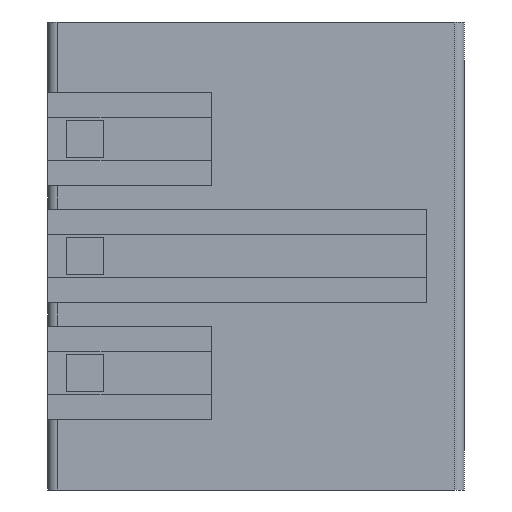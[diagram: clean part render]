
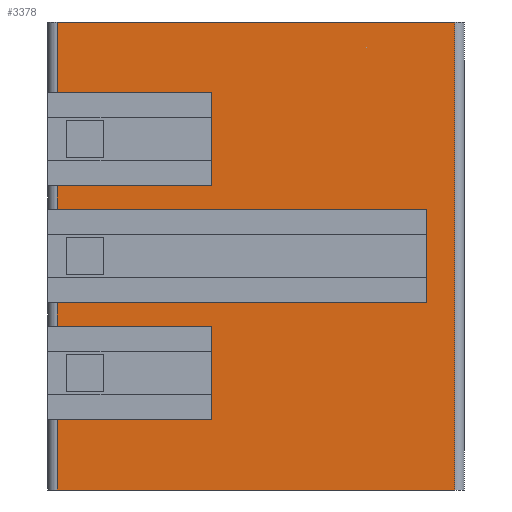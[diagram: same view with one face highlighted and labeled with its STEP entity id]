
A CAD part, front view. The second image highlights one B-rep face of the part: STEP entity #3378.
In plain terms, the highlighted planar face has unit normal (0, -1, 0).
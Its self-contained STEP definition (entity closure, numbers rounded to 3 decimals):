
#186=ORIENTED_EDGE('',*,*,#906,.F.);
#187=ORIENTED_EDGE('',*,*,#907,.T.);
#188=ORIENTED_EDGE('',*,*,#908,.T.);
#189=ORIENTED_EDGE('',*,*,#905,.T.);
#190=ORIENTED_EDGE('',*,*,#909,.F.);
#191=ORIENTED_EDGE('',*,*,#910,.T.);
#192=ORIENTED_EDGE('',*,*,#911,.T.);
#193=ORIENTED_EDGE('',*,*,#912,.T.);
#194=ORIENTED_EDGE('',*,*,#898,.T.);
#195=ORIENTED_EDGE('',*,*,#913,.F.);
#196=ORIENTED_EDGE('',*,*,#883,.F.);
#197=ORIENTED_EDGE('',*,*,#914,.T.);
#198=ORIENTED_EDGE('',*,*,#915,.F.);
#199=ORIENTED_EDGE('',*,*,#916,.T.);
#200=ORIENTED_EDGE('',*,*,#917,.T.);
#201=ORIENTED_EDGE('',*,*,#901,.T.);
#883=EDGE_CURVE('',#1245,#1246,#1487,.T.);
#898=EDGE_CURVE('',#1258,#1257,#1496,.T.);
#901=EDGE_CURVE('',#1260,#1259,#1497,.T.);
#905=EDGE_CURVE('',#1261,#1262,#1498,.T.);
#906=EDGE_CURVE('',#1263,#1259,#1499,.T.);
#907=EDGE_CURVE('',#1263,#1264,#1500,.T.);
#908=EDGE_CURVE('',#1264,#1261,#1501,.T.);
#909=EDGE_CURVE('',#1265,#1262,#1502,.T.);
#910=EDGE_CURVE('',#1265,#1266,#1503,.T.);
#911=EDGE_CURVE('',#1266,#1267,#1504,.T.);
#912=EDGE_CURVE('',#1267,#1258,#1505,.T.);
#913=EDGE_CURVE('',#1246,#1257,#1506,.T.);
#914=EDGE_CURVE('',#1245,#1268,#1507,.T.);
#915=EDGE_CURVE('',#1269,#1268,#1508,.T.);
#916=EDGE_CURVE('',#1269,#1270,#1509,.T.);
#917=EDGE_CURVE('',#1270,#1260,#1510,.T.);
#1245=VERTEX_POINT('',#4515);
#1246=VERTEX_POINT('',#4517);
#1257=VERTEX_POINT('',#4543);
#1258=VERTEX_POINT('',#4545);
#1259=VERTEX_POINT('',#4549);
#1260=VERTEX_POINT('',#4551);
#1261=VERTEX_POINT('',#4555);
#1262=VERTEX_POINT('',#4557);
#1263=VERTEX_POINT('',#4561);
#1264=VERTEX_POINT('',#4563);
#1265=VERTEX_POINT('',#4566);
#1266=VERTEX_POINT('',#4568);
#1267=VERTEX_POINT('',#4570);
#1268=VERTEX_POINT('',#4574);
#1269=VERTEX_POINT('',#4576);
#1270=VERTEX_POINT('',#4578);
#1487=LINE('',#4516,#1830);
#1496=LINE('',#4544,#1839);
#1497=LINE('',#4550,#1840);
#1498=LINE('',#4558,#1841);
#1499=LINE('',#4560,#1842);
#1500=LINE('',#4562,#1843);
#1501=LINE('',#4564,#1844);
#1502=LINE('',#4565,#1845);
#1503=LINE('',#4567,#1846);
#1504=LINE('',#4569,#1847);
#1505=LINE('',#4571,#1848);
#1506=LINE('',#4572,#1849);
#1507=LINE('',#4573,#1850);
#1508=LINE('',#4575,#1851);
#1509=LINE('',#4577,#1852);
#1510=LINE('',#4579,#1853);
#1830=VECTOR('',#3774,1000.);
#1839=VECTOR('',#3797,1000.);
#1840=VECTOR('',#3804,1000.);
#1841=VECTOR('',#3813,1000.);
#1842=VECTOR('',#3816,1000.);
#1843=VECTOR('',#3817,1000.);
#1844=VECTOR('',#3818,1000.);
#1845=VECTOR('',#3819,1000.);
#1846=VECTOR('',#3820,1000.);
#1847=VECTOR('',#3821,1000.);
#1848=VECTOR('',#3822,1000.);
#1849=VECTOR('',#3823,1000.);
#1850=VECTOR('',#3824,1000.);
#1851=VECTOR('',#3825,1000.);
#1852=VECTOR('',#3826,1000.);
#1853=VECTOR('',#3827,1000.);
#2082=EDGE_LOOP('',(#186,#187,#188,#189,#190,#191,#192,#193,#194,#195,#196,
#197,#198,#199,#200,#201));
#2221=FACE_BOUND('',#2082,.T.);
#2352=PLANE('',#3524);
#3378=ADVANCED_FACE('',(#2221),#2352,.F.);
#3524=AXIS2_PLACEMENT_3D('',#4559,#3814,#3815);
#3774=DIRECTION('',(1.,0.,0.));
#3797=DIRECTION('',(1.,0.,0.));
#3804=DIRECTION('',(0.,0.,-1.));
#3813=DIRECTION('',(0.,0.,-1.));
#3814=DIRECTION('',(0.,1.,0.));
#3815=DIRECTION('',(0.,0.,1.));
#3816=DIRECTION('',(-1.,0.,0.));
#3817=DIRECTION('',(0.,0.,-1.));
#3818=DIRECTION('',(-1.,0.,0.));
#3819=DIRECTION('',(-1.,0.,0.));
#3820=DIRECTION('',(0.,0.,-1.));
#3821=DIRECTION('',(-1.,0.,0.));
#3822=DIRECTION('',(0.,0.,-1.));
#3823=DIRECTION('',(0.,0.,-1.));
#3824=DIRECTION('',(0.,0.,-1.));
#3825=DIRECTION('',(-1.,0.,0.));
#3826=DIRECTION('',(0.,0.,-1.));
#3827=DIRECTION('',(-1.,0.,0.));
#4515=CARTESIAN_POINT('',(-0.6,0.,10.));
#4516=CARTESIAN_POINT('',(-0.6,0.,10.));
#4517=CARTESIAN_POINT('',(7.9,0.,10.));
#4543=CARTESIAN_POINT('',(7.9,0.,0.));
#4544=CARTESIAN_POINT('',(-0.6,0.,0.));
#4545=CARTESIAN_POINT('',(-0.6,0.,0.));
#4549=CARTESIAN_POINT('',(-0.6,0.,6.));
#4550=CARTESIAN_POINT('',(-0.6,0.,10.));
#4551=CARTESIAN_POINT('',(-0.6,0.,6.5));
#4555=CARTESIAN_POINT('',(-0.6,0.,4.));
#4557=CARTESIAN_POINT('',(-0.6,0.,3.5));
#4558=CARTESIAN_POINT('',(-0.6,0.,10.));
#4559=CARTESIAN_POINT('',(-0.6,0.,10.));
#4560=CARTESIAN_POINT('',(7.3,0.,6.));
#4561=CARTESIAN_POINT('',(7.3,0.,6.));
#4562=CARTESIAN_POINT('',(7.3,0.,6.));
#4563=CARTESIAN_POINT('',(7.3,0.,4.));
#4564=CARTESIAN_POINT('',(7.3,0.,4.));
#4565=CARTESIAN_POINT('',(2.7,0.,3.5));
#4566=CARTESIAN_POINT('',(2.7,0.,3.5));
#4567=CARTESIAN_POINT('',(2.7,0.,3.5));
#4568=CARTESIAN_POINT('',(2.7,0.,1.5));
#4569=CARTESIAN_POINT('',(2.7,0.,1.5));
#4570=CARTESIAN_POINT('',(-0.6,0.,1.5));
#4571=CARTESIAN_POINT('',(-0.6,0.,10.));
#4572=CARTESIAN_POINT('',(7.9,0.,10.));
#4573=CARTESIAN_POINT('',(-0.6,0.,10.));
#4574=CARTESIAN_POINT('',(-0.6,0.,8.5));
#4575=CARTESIAN_POINT('',(2.7,0.,8.5));
#4576=CARTESIAN_POINT('',(2.7,0.,8.5));
#4577=CARTESIAN_POINT('',(2.7,0.,8.5));
#4578=CARTESIAN_POINT('',(2.7,0.,6.5));
#4579=CARTESIAN_POINT('',(2.7,0.,6.5));
